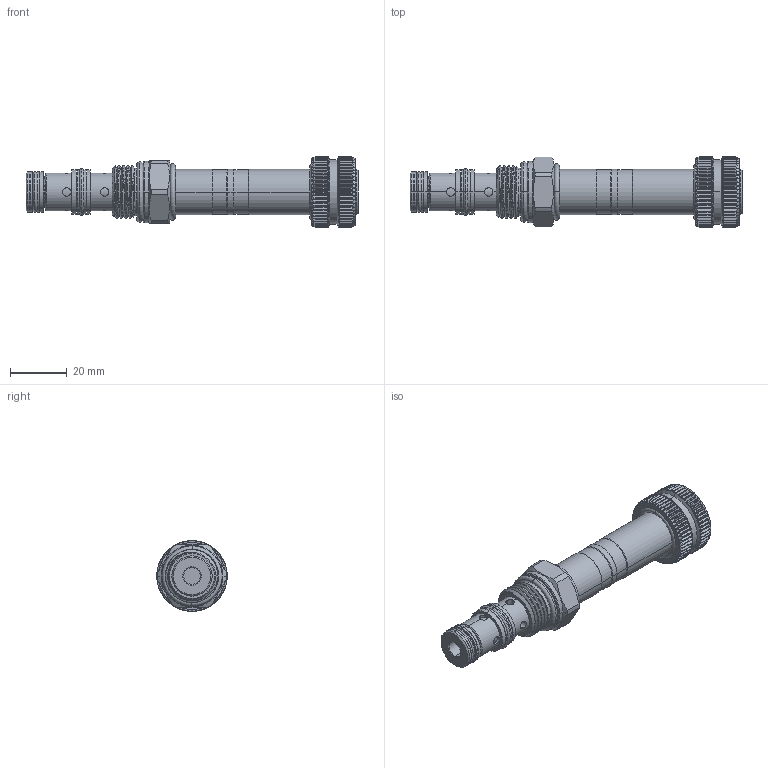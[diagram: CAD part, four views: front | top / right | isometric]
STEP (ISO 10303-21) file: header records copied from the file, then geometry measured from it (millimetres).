
FILE_DESCRIPTION (( 'STEP AP203' ), '1' );
FILE_NAME ('EP08W3C53P04.STEP', '2020-04-08T02:28:38', ( '' ), ( '' ), 'SwSTEP 2.0', 'SolidWorks 2018', '' );
FILE_SCHEMA (( 'CONFIG_CONTROL_DESIGN' ));
Length unit declared in the file: millimetre
Products named in the file (1): EP08W3C53P04
Bounding box: 117.52 x 25 x 25 mm (x, y, z)
Volume: 28427.7 mm3; surface area: 11045.5 mm2
Topology: 6 solids, 6 shells, 1060 faces, 2759 edges, 1739 vertices
Faces by surface type: plane 444, cylinder 434, cone 156, torus 18, bspline 8
Entity records: 36642 total; most frequent: CARTESIAN_POINT 11425, ORIENTED_EDGE 5518, DIRECTION 4994, EDGE_CURVE 2759, AXIS2_PLACEMENT_3D 1932, VERTEX_POINT 1739, VECTOR 1130, LINE 1130
